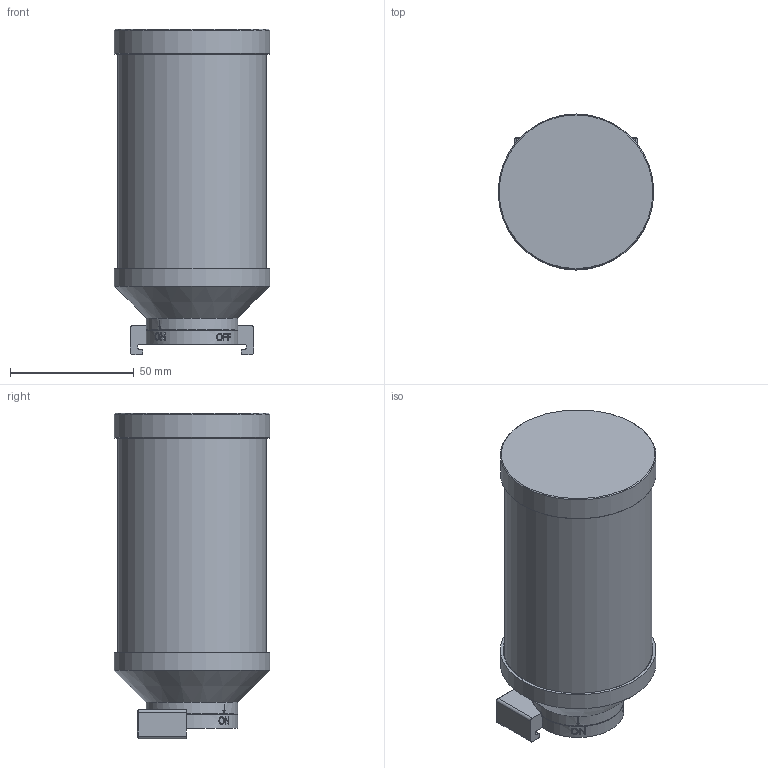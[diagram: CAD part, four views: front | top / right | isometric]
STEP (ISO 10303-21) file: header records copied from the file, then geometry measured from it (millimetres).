
FILE_DESCRIPTION(/* description */ (''),/* implementation_level */ '2;1');
FILE_NAME(/* name */ 'powder_hopper_beta1.step',/* time_stamp */ '2023-08-16T23:29:04+12:00',/* author */ (''),/* organization */ (''),/* preprocessor_version */ 'ST-DEVELOPER v20',/* originating_system */ 'Autodesk Translation Framework v12.9.0.99',/* authorisation */ '');
FILE_SCHEMA (('AUTOMOTIVE_DESIGN { 1 0 10303 214 3 1 1 }'));
Length unit declared in the file: millimetre
Products named in the file (5): powder_hopper; hopper; M3 Threaded Insert; rear_body_interface; M3x6 BHCS
Assembly tree (4 placements, depth 3):
  powder_hopper
    hopper
      M3 Threaded Insert
    rear_body_interface
    M3x6 BHCS
Bounding box: 63 x 63 x 131.7 mm (x, y, z)
Volume: 59156.7 mm3; surface area: 67292.6 mm2
Topology: 6 solids, 6 shells, 373 faces, 939 edges, 598 vertices
Faces by surface type: bspline 150, plane 91, cylinder 83, cone 41, torus 7, sphere 1
Full cylindrical faces by diameter (mm): 2.9 x1, 3 x1, 3.4 x1, 4.2 x1, 4.25 x1, 4.6 x1, 4.7 x1, 5.7 x1, 6 x1, 37 x1, 55.4 x1, 56.2 x1, 58.2 x2, 58.4 x1, 60 x1, 60.2 x2, 63 x2
Entity records: 15283 total; most frequent: CARTESIAN_POINT 7310, ORIENTED_EDGE 1874, DIRECTION 1186, EDGE_CURVE 937, VERTEX_POINT 598, AXIS2_PLACEMENT_3D 444, B_SPLINE_CURVE_WITH_KNOTS 421, EDGE_LOOP 405
